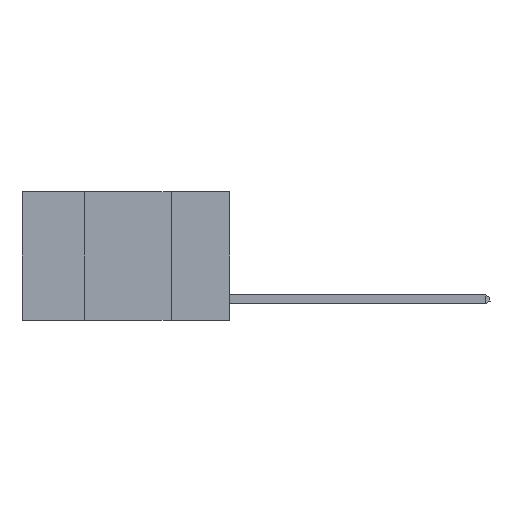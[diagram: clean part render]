
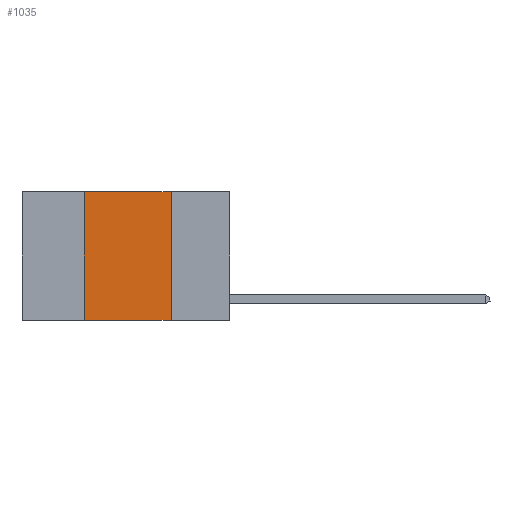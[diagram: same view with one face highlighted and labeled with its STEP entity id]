
A CAD part, left-side view. The second image highlights one B-rep face of the part: STEP entity #1035.
In plain terms, the highlighted planar face has unit normal (-1, 0, 0).
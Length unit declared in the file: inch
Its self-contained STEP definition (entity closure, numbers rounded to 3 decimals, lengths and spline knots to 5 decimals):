
#131 = VECTOR ( 'NONE', #2320, 39.37008 ) ;
#294 = LINE ( 'NONE', #1140, #131 ) ;
#883 = EDGE_CURVE ( 'NONE', #3602, #5631, #11245, .T. ) ;
#1035 = ADVANCED_FACE ( 'NONE', ( #8863 ), #14106, .F. ) ;
#1106 = VECTOR ( 'NONE', #11163, 39.37008 ) ;
#1140 = CARTESIAN_POINT ( 'NONE',  ( 0., 0.6, 0. ) ) ;
#1573 = DIRECTION ( 'NONE',  ( 1., 0., 0. ) ) ;
#2319 = VECTOR ( 'NONE', #10003, 39.37008 ) ;
#2320 = DIRECTION ( 'NONE',  ( 0., -1., 0. ) ) ;
#2596 = CARTESIAN_POINT ( 'NONE',  ( 0., 0.6, -0.37 ) ) ;
#2721 = CARTESIAN_POINT ( 'NONE',  ( 0., 0.42, 0. ) ) ;
#3326 = EDGE_CURVE ( 'NONE', #14770, #5631, #10384, .T. ) ;
#3573 = CARTESIAN_POINT ( 'NONE',  ( 0., 0.42, -0.37 ) ) ;
#3602 = VERTEX_POINT ( 'NONE', #11630 ) ;
#4733 = VECTOR ( 'NONE', #13489, 39.37008 ) ;
#5631 = VERTEX_POINT ( 'NONE', #9384 ) ;
#6327 = EDGE_CURVE ( 'NONE', #9542, #3602, #294, .T. ) ;
#6477 = CARTESIAN_POINT ( 'NONE',  ( 0., 0.6, 0. ) ) ;
#6586 = EDGE_CURVE ( 'NONE', #14770, #9542, #9147, .T. ) ;
#7515 = EDGE_LOOP ( 'NONE', ( #8040, #8304, #8388, #8378 ) ) ;
#8040 = ORIENTED_EDGE ( 'NONE', *, *, #883, .F. ) ;
#8304 = ORIENTED_EDGE ( 'NONE', *, *, #6327, .F. ) ;
#8378 = ORIENTED_EDGE ( 'NONE', *, *, #3326, .T. ) ;
#8388 = ORIENTED_EDGE ( 'NONE', *, *, #6586, .F. ) ;
#8797 = CARTESIAN_POINT ( 'NONE',  ( 0., 0.17, 0. ) ) ;
#8863 = FACE_OUTER_BOUND ( 'NONE', #7515, .T. ) ;
#9147 = LINE ( 'NONE', #2721, #2319 ) ;
#9384 = CARTESIAN_POINT ( 'NONE',  ( 0., 0.17, -0.37 ) ) ;
#9542 = VERTEX_POINT ( 'NONE', #13612 ) ;
#10003 = DIRECTION ( 'NONE',  ( 0., 0., 1. ) ) ;
#10384 = LINE ( 'NONE', #2596, #1106 ) ;
#11163 = DIRECTION ( 'NONE',  ( 0., -1., 0. ) ) ;
#11245 = LINE ( 'NONE', #8797, #4733 ) ;
#11630 = CARTESIAN_POINT ( 'NONE',  ( 0., 0.17, 0. ) ) ;
#11720 = AXIS2_PLACEMENT_3D ( 'NONE', #6477, #1573, #14954 ) ;
#13489 = DIRECTION ( 'NONE',  ( 0., 0., -1. ) ) ;
#13612 = CARTESIAN_POINT ( 'NONE',  ( 0., 0.42, 0. ) ) ;
#14106 = PLANE ( 'NONE',  #11720 ) ;
#14770 = VERTEX_POINT ( 'NONE', #3573 ) ;
#14954 = DIRECTION ( 'NONE',  ( 0., 0., -1. ) ) ;
